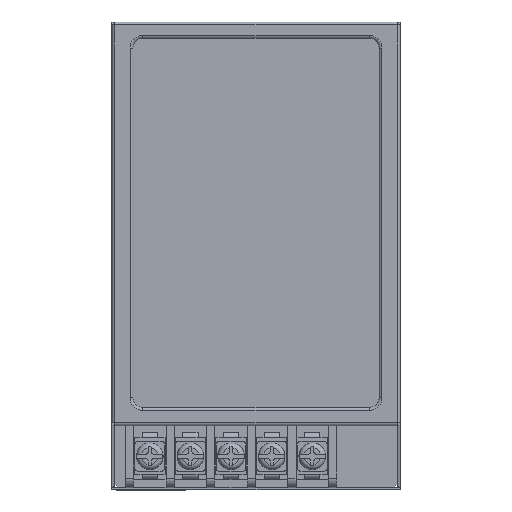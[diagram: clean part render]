
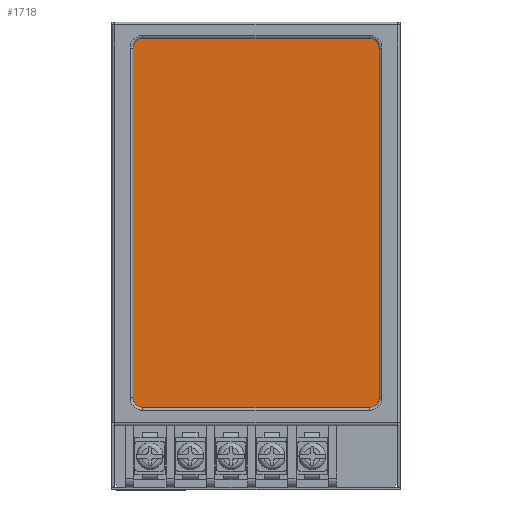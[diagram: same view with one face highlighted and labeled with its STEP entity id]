
A CAD part, top view. The second image highlights one B-rep face of the part: STEP entity #1718.
In plain terms, the highlighted face is planar.
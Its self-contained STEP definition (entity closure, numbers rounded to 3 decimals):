
#1718=ADVANCED_FACE('',(#3248),#2646,.F.);
#2646=PLANE('',#19197);
#3248=FACE_OUTER_BOUND('',#4164,.T.);
#4164=EDGE_LOOP('',(#8433,#8434,#8435,#8436,#8437,#8438,#8439,#8440));
#5317=LINE('',#25878,#6764);
#5318=LINE('',#25882,#6765);
#5319=LINE('',#25886,#6766);
#5320=LINE('',#25890,#6767);
#6764=VECTOR('',#21101,1.);
#6765=VECTOR('',#21104,1.);
#6766=VECTOR('',#21107,1.);
#6767=VECTOR('',#21110,1.);
#8433=ORIENTED_EDGE('',*,*,#15760,.F.);
#8434=ORIENTED_EDGE('',*,*,#15761,.F.);
#8435=ORIENTED_EDGE('',*,*,#15762,.F.);
#8436=ORIENTED_EDGE('',*,*,#15763,.F.);
#8437=ORIENTED_EDGE('',*,*,#15764,.F.);
#8438=ORIENTED_EDGE('',*,*,#15765,.F.);
#8439=ORIENTED_EDGE('',*,*,#15766,.F.);
#8440=ORIENTED_EDGE('',*,*,#15767,.F.);
#13829=VERTEX_POINT('',#25876);
#13830=VERTEX_POINT('',#25877);
#13831=VERTEX_POINT('',#25879);
#13832=VERTEX_POINT('',#25881);
#13833=VERTEX_POINT('',#25883);
#13834=VERTEX_POINT('',#25885);
#13835=VERTEX_POINT('',#25887);
#13836=VERTEX_POINT('',#25889);
#15760=EDGE_CURVE('',#13829,#13830,#18443,.T.);
#15761=EDGE_CURVE('',#13831,#13829,#5317,.T.);
#15762=EDGE_CURVE('',#13832,#13831,#18444,.T.);
#15763=EDGE_CURVE('',#13833,#13832,#5318,.T.);
#15764=EDGE_CURVE('',#13834,#13833,#18445,.T.);
#15765=EDGE_CURVE('',#13835,#13834,#5319,.T.);
#15766=EDGE_CURVE('',#13836,#13835,#18446,.T.);
#15767=EDGE_CURVE('',#13830,#13836,#5320,.T.);
#18443=CIRCLE('',#19193,2.);
#18444=CIRCLE('',#19194,2.);
#18445=CIRCLE('',#19195,2.);
#18446=CIRCLE('',#19196,2.);
#19193=AXIS2_PLACEMENT_3D('',#25875,#21099,#21100);
#19194=AXIS2_PLACEMENT_3D('',#25880,#21102,#21103);
#19195=AXIS2_PLACEMENT_3D('',#25884,#21105,#21106);
#19196=AXIS2_PLACEMENT_3D('',#25888,#21108,#21109);
#19197=AXIS2_PLACEMENT_3D('',#25891,#21111,#21112);
#21099=DIRECTION('',(0.,0.,1.));
#21100=DIRECTION('',(1.,0.,0.));
#21101=DIRECTION('',(-1.,0.,0.));
#21102=DIRECTION('',(0.,0.,1.));
#21103=DIRECTION('',(1.,0.,0.));
#21104=DIRECTION('',(0.,1.,0.));
#21105=DIRECTION('',(0.,0.,1.));
#21106=DIRECTION('',(1.,0.,0.));
#21107=DIRECTION('',(1.,0.,0.));
#21108=DIRECTION('',(0.,0.,1.));
#21109=DIRECTION('',(1.,0.,0.));
#21110=DIRECTION('',(0.,-1.,0.));
#21111=DIRECTION('',(0.,0.,1.));
#21112=DIRECTION('',(1.,0.,0.));
#25875=CARTESIAN_POINT('',(-23.,35.7,0.4));
#25876=CARTESIAN_POINT('',(-23.,37.7,0.4));
#25877=CARTESIAN_POINT('',(-25.,35.7,0.4));
#25878=CARTESIAN_POINT('',(23.,37.7,0.4));
#25879=CARTESIAN_POINT('',(23.,37.7,0.4));
#25880=CARTESIAN_POINT('',(23.,35.7,0.4));
#25881=CARTESIAN_POINT('',(25.,35.7,0.4));
#25882=CARTESIAN_POINT('',(25.,-35.3,0.4));
#25883=CARTESIAN_POINT('',(25.,-35.3,0.4));
#25884=CARTESIAN_POINT('',(23.,-35.3,0.4));
#25885=CARTESIAN_POINT('',(23.,-37.3,0.4));
#25886=CARTESIAN_POINT('',(-23.,-37.3,0.4));
#25887=CARTESIAN_POINT('',(-23.,-37.3,0.4));
#25888=CARTESIAN_POINT('',(-23.,-35.3,0.4));
#25889=CARTESIAN_POINT('',(-25.,-35.3,0.4));
#25890=CARTESIAN_POINT('',(-25.,35.7,0.4));
#25891=CARTESIAN_POINT('',(-23.,35.7,0.4));
